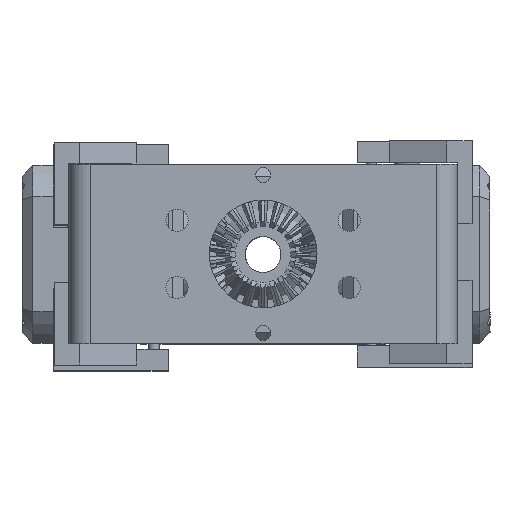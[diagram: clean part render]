
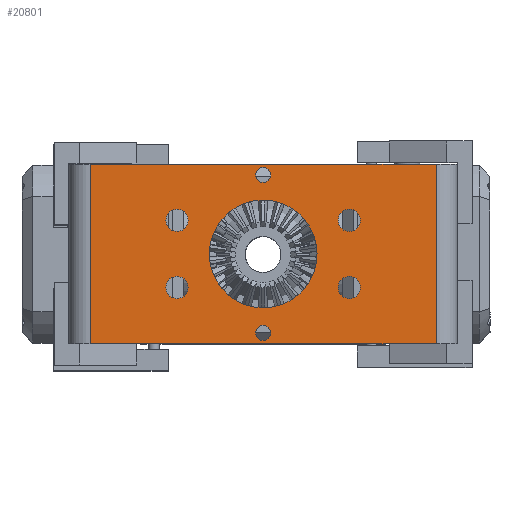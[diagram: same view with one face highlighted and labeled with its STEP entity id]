
A CAD part, top view. The second image highlights one B-rep face of the part: STEP entity #20801.
In plain terms, the highlighted planar face has unit normal (0, 0, 1).
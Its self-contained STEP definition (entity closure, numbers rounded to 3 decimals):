
#836=FACE_BOUND('',#4766,.T.);
#837=FACE_BOUND('',#4767,.T.);
#838=FACE_BOUND('',#4768,.T.);
#839=FACE_BOUND('',#4769,.T.);
#840=FACE_BOUND('',#4770,.T.);
#841=FACE_BOUND('',#4771,.T.);
#842=FACE_BOUND('',#4772,.T.);
#1963=CIRCLE('',#22525,3.1);
#1965=CIRCLE('',#22528,3.1);
#1967=CIRCLE('',#22531,3.1);
#1969=CIRCLE('',#22534,2.1);
#1971=CIRCLE('',#22537,3.1);
#1973=CIRCLE('',#22540,2.1);
#1975=CIRCLE('',#22543,15.);
#3443=FACE_OUTER_BOUND('',#4765,.T.);
#4765=EDGE_LOOP('',(#16850,#16851,#16852,#16853));
#4766=EDGE_LOOP('',(#16854));
#4767=EDGE_LOOP('',(#16855));
#4768=EDGE_LOOP('',(#16856));
#4769=EDGE_LOOP('',(#16857));
#4770=EDGE_LOOP('',(#16858));
#4771=EDGE_LOOP('',(#16859));
#4772=EDGE_LOOP('',(#16860));
#6790=LINE('',#44365,#7839);
#6798=LINE('',#44389,#7847);
#6800=LINE('',#44396,#7849);
#6805=LINE('',#44406,#7854);
#7839=VECTOR('',#25920,10.);
#7847=VECTOR('',#25948,10.);
#7849=VECTOR('',#25956,4.32);
#7854=VECTOR('',#25971,10.);
#9530=VERTEX_POINT('',#44219);
#9532=VERTEX_POINT('',#44225);
#9534=VERTEX_POINT('',#44231);
#9536=VERTEX_POINT('',#44237);
#9538=VERTEX_POINT('',#44243);
#9540=VERTEX_POINT('',#44249);
#9542=VERTEX_POINT('',#44255);
#9581=VERTEX_POINT('',#44362);
#9582=VERTEX_POINT('',#44364);
#9587=VERTEX_POINT('',#44387);
#9588=VERTEX_POINT('',#44388);
#12099=EDGE_CURVE('',#9530,#9530,#1963,.T.);
#12102=EDGE_CURVE('',#9532,#9532,#1965,.T.);
#12105=EDGE_CURVE('',#9534,#9534,#1967,.T.);
#12108=EDGE_CURVE('',#9536,#9536,#1969,.T.);
#12111=EDGE_CURVE('',#9538,#9538,#1971,.T.);
#12114=EDGE_CURVE('',#9540,#9540,#1973,.T.);
#12117=EDGE_CURVE('',#9542,#9542,#1975,.T.);
#12171=EDGE_CURVE('',#9582,#9581,#6790,.T.);
#12182=EDGE_CURVE('',#9587,#9588,#6798,.T.);
#12186=EDGE_CURVE('',#9588,#9582,#6800,.T.);
#12193=EDGE_CURVE('',#9581,#9587,#6805,.T.);
#16850=ORIENTED_EDGE('',*,*,#12171,.T.);
#16851=ORIENTED_EDGE('',*,*,#12193,.T.);
#16852=ORIENTED_EDGE('',*,*,#12182,.T.);
#16853=ORIENTED_EDGE('',*,*,#12186,.T.);
#16854=ORIENTED_EDGE('',*,*,#12099,.T.);
#16855=ORIENTED_EDGE('',*,*,#12102,.T.);
#16856=ORIENTED_EDGE('',*,*,#12105,.T.);
#16857=ORIENTED_EDGE('',*,*,#12108,.T.);
#16858=ORIENTED_EDGE('',*,*,#12111,.T.);
#16859=ORIENTED_EDGE('',*,*,#12114,.T.);
#16860=ORIENTED_EDGE('',*,*,#12117,.T.);
#20025=PLANE('',#22603);
#20801=ADVANCED_FACE('',(#3443,#836,#837,#838,#839,#840,#841,#842),#20025,
 .T.);
#22525=AXIS2_PLACEMENT_3D('',#44220,#25768,#25769);
#22528=AXIS2_PLACEMENT_3D('',#44226,#25775,#25776);
#22531=AXIS2_PLACEMENT_3D('',#44232,#25782,#25783);
#22534=AXIS2_PLACEMENT_3D('',#44238,#25789,#25790);
#22537=AXIS2_PLACEMENT_3D('',#44244,#25796,#25797);
#22540=AXIS2_PLACEMENT_3D('',#44250,#25803,#25804);
#22543=AXIS2_PLACEMENT_3D('',#44256,#25810,#25811);
#22603=AXIS2_PLACEMENT_3D('',#44408,#25974,#25975);
#25768=DIRECTION('center_axis',(0.,0.,
-1.));
#25769=DIRECTION('ref_axis',(-1.,0.,0.));
#25775=DIRECTION('center_axis',(0.,0.,
-1.));
#25776=DIRECTION('ref_axis',(-1.,0.,0.));
#25782=DIRECTION('center_axis',(0.,0.,
-1.));
#25783=DIRECTION('ref_axis',(-1.,0.,0.));
#25789=DIRECTION('center_axis',(0.,0.,
-1.));
#25790=DIRECTION('ref_axis',(-1.,0.,0.));
#25796=DIRECTION('center_axis',(0.,0.,
-1.));
#25797=DIRECTION('ref_axis',(-1.,0.,0.));
#25803=DIRECTION('center_axis',(0.,0.,
-1.));
#25804=DIRECTION('ref_axis',(-1.,0.,0.));
#25810=DIRECTION('center_axis',(0.,0.,
-1.));
#25811=DIRECTION('ref_axis',(-1.,0.,0.));
#25920=DIRECTION('',(0.,-1.,0.));
#25948=DIRECTION('',(0.,1.,0.));
#25956=DIRECTION('',(-1.,0.,0.));
#25971=DIRECTION('',(1.,0.,0.));
#25974=DIRECTION('center_axis',(0.,0.,
1.));
#25975=DIRECTION('ref_axis',(1.,0.,0.));
#44219=CARTESIAN_POINT('',(21.345,9.343,156.241));
#44220=CARTESIAN_POINT('Origin',(18.245,9.343,156.241));
#44225=CARTESIAN_POINT('',(-26.655,-9.343,156.241));
#44226=CARTESIAN_POINT('Origin',(-29.755,-9.343,156.241));
#44231=CARTESIAN_POINT('',(21.345,-9.343,156.241));
#44232=CARTESIAN_POINT('Origin',(18.245,-9.343,156.241));
#44237=CARTESIAN_POINT('',(-3.655,22.,156.241));
#44238=CARTESIAN_POINT('Origin',(-5.755,22.,156.241));
#44243=CARTESIAN_POINT('',(-26.655,9.343,156.241));
#44244=CARTESIAN_POINT('Origin',(-29.755,9.343,156.241));
#44249=CARTESIAN_POINT('',(-3.655,-22.,156.241));
#44250=CARTESIAN_POINT('Origin',(-5.755,-22.,156.241));
#44255=CARTESIAN_POINT('',(9.245,0.,156.241));
#44256=CARTESIAN_POINT('Origin',(-5.755,0.,
156.241));
#44362=CARTESIAN_POINT('',(-53.927,-25.,156.241));
#44364=CARTESIAN_POINT('',(-53.927,25.,156.241));
#44365=CARTESIAN_POINT('',(-53.927,-12.5,156.241));
#44387=CARTESIAN_POINT('',(42.417,-25.,156.241));
#44388=CARTESIAN_POINT('',(42.417,25.,156.241));
#44389=CARTESIAN_POINT('',(42.417,0.,156.241));
#44396=CARTESIAN_POINT('',(55.989,25.,156.241));
#44406=CARTESIAN_POINT('',(42.417,-25.,156.241));
#44408=CARTESIAN_POINT('Origin',(-5.362,0.,156.241));
